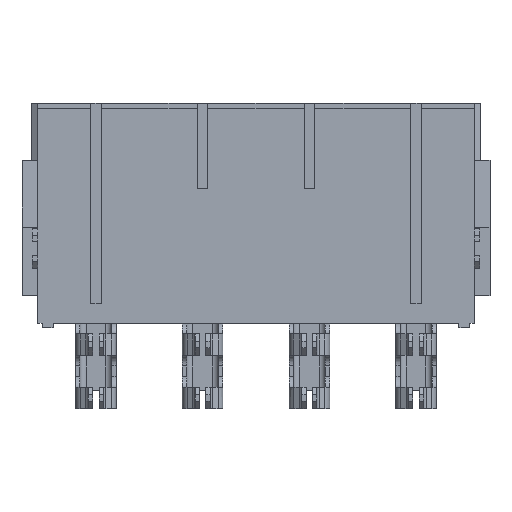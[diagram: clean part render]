
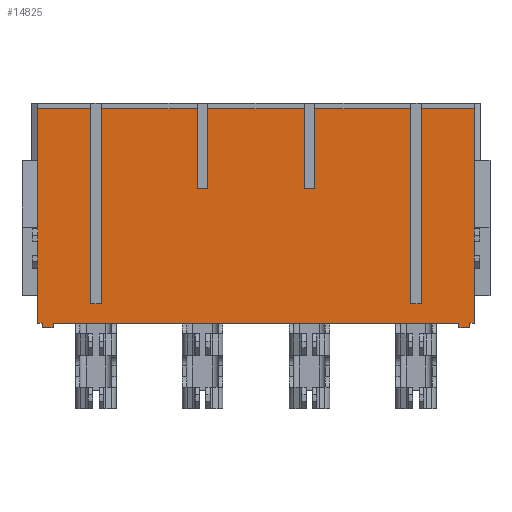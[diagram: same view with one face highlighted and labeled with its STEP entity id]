
A CAD part, front view. The second image highlights one B-rep face of the part: STEP entity #14825.
In plain terms, the highlighted planar face has unit normal (0, -1, 0).
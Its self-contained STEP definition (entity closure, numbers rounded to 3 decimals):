
#213=DIRECTION('',(1.,0.,0.));
#214=VECTOR('',#213,38.);
#215=CARTESIAN_POINT('',(-19.,-4.7,-10.3));
#216=LINE('',#215,#214);
#237=DIRECTION('',(1.,0.,0.));
#238=VECTOR('',#237,0.45);
#239=CARTESIAN_POINT('',(-20.45,-4.7,-10.3));
#240=LINE('',#239,#238);
#245=DIRECTION('',(1.,0.,0.));
#246=VECTOR('',#245,0.45);
#247=CARTESIAN_POINT('',(20.,-4.7,-10.3));
#248=LINE('',#247,#246);
#4489=DIRECTION('',(0.,0.,1.));
#4490=VECTOR('',#4489,5.81);
#4491=CARTESIAN_POINT('',(-20.45,-4.7,-10.3));
#4492=LINE('',#4491,#4490);
#4493=DIRECTION('',(0.,0.,-1.));
#4494=VECTOR('',#4493,0.515);
#4495=CARTESIAN_POINT('',(-20.45,-4.7,-3.975));
#4496=LINE('',#4495,#4494);
#4497=DIRECTION('',(0.,0.,1.));
#4498=VECTOR('',#4497,1.37);
#4499=CARTESIAN_POINT('',(-20.45,-4.7,-3.975));
#4500=LINE('',#4499,#4498);
#4501=DIRECTION('',(0.,0.,-1.));
#4502=VECTOR('',#4501,0.515);
#4503=CARTESIAN_POINT('',(-20.45,-4.7,-2.09));
#4504=LINE('',#4503,#4502);
#4505=DIRECTION('',(0.,0.,1.));
#4506=VECTOR('',#4505,11.89);
#4507=CARTESIAN_POINT('',(-20.45,-4.7,-2.09));
#4508=LINE('',#4507,#4506);
#4509=DIRECTION('',(1.,0.,0.));
#4510=VECTOR('',#4509,4.975);
#4511=CARTESIAN_POINT('',(-20.45,-4.7,9.8));
#4512=LINE('',#4511,#4510);
#4513=DIRECTION('',(0.,0.,-1.));
#4514=VECTOR('',#4513,18.25);
#4515=CARTESIAN_POINT('',(-15.475,-4.7,9.8));
#4516=LINE('',#4515,#4514);
#4517=DIRECTION('',(1.,0.,0.));
#4518=VECTOR('',#4517,1.);
#4519=CARTESIAN_POINT('',(-15.475,-4.7,-8.45));
#4520=LINE('',#4519,#4518);
#4521=DIRECTION('',(0.,0.,-1.));
#4522=VECTOR('',#4521,18.25);
#4523=CARTESIAN_POINT('',(-14.475,-4.7,9.8));
#4524=LINE('',#4523,#4522);
#4525=DIRECTION('',(1.,0.,0.));
#4526=VECTOR('',#4525,8.975);
#4527=CARTESIAN_POINT('',(-14.475,-4.7,9.8));
#4528=LINE('',#4527,#4526);
#4529=DIRECTION('',(0.,0.,-1.));
#4530=VECTOR('',#4529,7.5);
#4531=CARTESIAN_POINT('',(-5.5,-4.7,9.8));
#4532=LINE('',#4531,#4530);
#4533=DIRECTION('',(1.,0.,0.));
#4534=VECTOR('',#4533,1.);
#4535=CARTESIAN_POINT('',(-5.5,-4.7,2.3));
#4536=LINE('',#4535,#4534);
#4537=DIRECTION('',(0.,0.,-1.));
#4538=VECTOR('',#4537,7.5);
#4539=CARTESIAN_POINT('',(-4.5,-4.7,9.8));
#4540=LINE('',#4539,#4538);
#4541=DIRECTION('',(1.,0.,0.));
#4542=VECTOR('',#4541,9.);
#4543=CARTESIAN_POINT('',(-4.5,-4.7,9.8));
#4544=LINE('',#4543,#4542);
#4545=DIRECTION('',(0.,0.,-1.));
#4546=VECTOR('',#4545,7.5);
#4547=CARTESIAN_POINT('',(4.5,-4.7,9.8));
#4548=LINE('',#4547,#4546);
#4549=DIRECTION('',(1.,0.,0.));
#4550=VECTOR('',#4549,1.);
#4551=CARTESIAN_POINT('',(4.5,-4.7,2.3));
#4552=LINE('',#4551,#4550);
#4553=DIRECTION('',(0.,0.,-1.));
#4554=VECTOR('',#4553,7.5);
#4555=CARTESIAN_POINT('',(5.5,-4.7,9.8));
#4556=LINE('',#4555,#4554);
#4557=DIRECTION('',(1.,0.,0.));
#4558=VECTOR('',#4557,8.975);
#4559=CARTESIAN_POINT('',(5.5,-4.7,9.8));
#4560=LINE('',#4559,#4558);
#4561=DIRECTION('',(0.,0.,-1.));
#4562=VECTOR('',#4561,18.25);
#4563=CARTESIAN_POINT('',(14.475,-4.7,9.8));
#4564=LINE('',#4563,#4562);
#4565=DIRECTION('',(1.,0.,0.));
#4566=VECTOR('',#4565,1.);
#4567=CARTESIAN_POINT('',(14.475,-4.7,-8.45));
#4568=LINE('',#4567,#4566);
#4569=DIRECTION('',(0.,0.,-1.));
#4570=VECTOR('',#4569,18.25);
#4571=CARTESIAN_POINT('',(15.475,-4.7,9.8));
#4572=LINE('',#4571,#4570);
#4573=DIRECTION('',(1.,0.,0.));
#4574=VECTOR('',#4573,4.975);
#4575=CARTESIAN_POINT('',(15.475,-4.7,9.8));
#4576=LINE('',#4575,#4574);
#4577=DIRECTION('',(0.,0.,-1.));
#4578=VECTOR('',#4577,0.515);
#4579=CARTESIAN_POINT('',(20.45,-4.7,-2.1));
#4580=LINE('',#4579,#4578);
#4581=DIRECTION('',(0.,0.,-1.));
#4582=VECTOR('',#4581,0.515);
#4583=CARTESIAN_POINT('',(20.45,-4.7,-3.985));
#4584=LINE('',#4583,#4582);
#4585=DIRECTION('',(0.,0.,-1.));
#4586=VECTOR('',#4585,0.4);
#4587=CARTESIAN_POINT('',(20.,-4.7,-10.3));
#4588=LINE('',#4587,#4586);
#4589=DIRECTION('',(0.,0.,-1.));
#4590=VECTOR('',#4589,0.4);
#4591=CARTESIAN_POINT('',(-19.,-4.7,-10.3));
#4592=LINE('',#4591,#4590);
#5369=DIRECTION('',(0.,0.,1.));
#5370=VECTOR('',#5369,11.9);
#5371=CARTESIAN_POINT('',(20.45,-4.7,-2.1));
#5372=LINE('',#5371,#5370);
#5413=DIRECTION('',(0.,0.,1.));
#5414=VECTOR('',#5413,1.37);
#5415=CARTESIAN_POINT('',(20.45,-4.7,-3.985));
#5416=LINE('',#5415,#5414);
#5421=DIRECTION('',(0.,0.,1.));
#5422=VECTOR('',#5421,5.8);
#5423=CARTESIAN_POINT('',(20.45,-4.7,-10.3));
#5424=LINE('',#5423,#5422);
#7013=DIRECTION('',(-1.,0.,0.));
#7014=VECTOR('',#7013,1.);
#7015=CARTESIAN_POINT('',(-19.,-4.7,-10.7));
#7016=LINE('',#7015,#7014);
#7025=DIRECTION('',(-1.,0.,0.));
#7026=VECTOR('',#7025,1.);
#7027=CARTESIAN_POINT('',(20.,-4.7,-10.7));
#7028=LINE('',#7027,#7026);
#7033=DIRECTION('',(0.,0.,-1.));
#7034=VECTOR('',#7033,0.4);
#7035=CARTESIAN_POINT('',(-20.,-4.7,-10.3));
#7036=LINE('',#7035,#7034);
#7037=DIRECTION('',(0.,0.,-1.));
#7038=VECTOR('',#7037,0.4);
#7039=CARTESIAN_POINT('',(19.,-4.7,-10.3));
#7040=LINE('',#7039,#7038);
#7042=CARTESIAN_POINT('',(-20.45,-4.7,-10.3));
#7044=VERTEX_POINT('',#7042);
#7045=CARTESIAN_POINT('',(20.45,-4.7,-10.3));
#7047=VERTEX_POINT('',#7045);
#7338=CARTESIAN_POINT('',(-19.,-4.7,-10.7));
#7340=VERTEX_POINT('',#7338);
#7341=CARTESIAN_POINT('',(-20.,-4.7,-10.7));
#7342=VERTEX_POINT('',#7341);
#7349=CARTESIAN_POINT('',(20.,-4.7,-10.7));
#7350=VERTEX_POINT('',#7349);
#7351=CARTESIAN_POINT('',(19.,-4.7,-10.7));
#7352=VERTEX_POINT('',#7351);
#7353=CARTESIAN_POINT('',(-19.,-4.7,-10.3));
#7355=VERTEX_POINT('',#7353);
#7357=CARTESIAN_POINT('',(-20.,-4.7,-10.3));
#7359=VERTEX_POINT('',#7357);
#7361=CARTESIAN_POINT('',(20.,-4.7,-10.3));
#7363=VERTEX_POINT('',#7361);
#7365=CARTESIAN_POINT('',(19.,-4.7,-10.3));
#7367=VERTEX_POINT('',#7365);
#7401=CARTESIAN_POINT('',(20.45,-4.7,-2.1));
#7403=VERTEX_POINT('',#7401);
#7405=CARTESIAN_POINT('',(20.45,-4.7,-2.615));
#7407=VERTEX_POINT('',#7405);
#7409=CARTESIAN_POINT('',(20.45,-4.7,-4.5));
#7411=VERTEX_POINT('',#7409);
#7413=CARTESIAN_POINT('',(20.45,-4.7,-3.985));
#7415=VERTEX_POINT('',#7413);
#7557=CARTESIAN_POINT('',(-20.45,-4.7,9.8));
#7558=VERTEX_POINT('',#7557);
#7559=CARTESIAN_POINT('',(20.45,-4.7,9.8));
#7560=VERTEX_POINT('',#7559);
#7565=CARTESIAN_POINT('',(15.475,-4.7,-8.45));
#7566=VERTEX_POINT('',#7565);
#7567=CARTESIAN_POINT('',(14.475,-4.7,-8.45));
#7568=VERTEX_POINT('',#7567);
#7569=CARTESIAN_POINT('',(-14.475,-4.7,-8.45));
#7570=VERTEX_POINT('',#7569);
#7571=CARTESIAN_POINT('',(-15.475,-4.7,-8.45));
#7572=VERTEX_POINT('',#7571);
#7573=CARTESIAN_POINT('',(14.475,-4.7,9.8));
#7574=VERTEX_POINT('',#7573);
#7575=CARTESIAN_POINT('',(15.475,-4.7,9.8));
#7576=VERTEX_POINT('',#7575);
#7577=CARTESIAN_POINT('',(-15.475,-4.7,9.8));
#7578=VERTEX_POINT('',#7577);
#7579=CARTESIAN_POINT('',(-14.475,-4.7,9.8));
#7580=VERTEX_POINT('',#7579);
#7597=CARTESIAN_POINT('',(-5.5,-4.7,2.3));
#7598=CARTESIAN_POINT('',(-4.5,-4.7,2.3));
#7599=VERTEX_POINT('',#7597);
#7600=VERTEX_POINT('',#7598);
#7601=CARTESIAN_POINT('',(-5.5,-4.7,9.8));
#7602=VERTEX_POINT('',#7601);
#7603=CARTESIAN_POINT('',(-4.5,-4.7,9.8));
#7604=VERTEX_POINT('',#7603);
#8234=CARTESIAN_POINT('',(4.5,-4.7,2.3));
#8235=CARTESIAN_POINT('',(5.5,-4.7,2.3));
#8236=VERTEX_POINT('',#8234);
#8237=VERTEX_POINT('',#8235);
#8238=CARTESIAN_POINT('',(4.5,-4.7,9.8));
#8239=VERTEX_POINT('',#8238);
#8240=CARTESIAN_POINT('',(5.5,-4.7,9.8));
#8241=VERTEX_POINT('',#8240);
#8286=CARTESIAN_POINT('',(-20.45,-4.7,-2.09));
#8287=VERTEX_POINT('',#8286);
#8288=CARTESIAN_POINT('',(-20.45,-4.7,-2.605));
#8289=VERTEX_POINT('',#8288);
#8290=CARTESIAN_POINT('',(-20.45,-4.7,-4.49));
#8291=VERTEX_POINT('',#8290);
#8292=CARTESIAN_POINT('',(-20.45,-4.7,-3.975));
#8293=VERTEX_POINT('',#8292);
#14755=CARTESIAN_POINT('',(-20.45,-4.7,-10.3));
#14756=DIRECTION('',(0.,-1.,0.));
#14757=DIRECTION('',(1.,0.,0.));
#14758=AXIS2_PLACEMENT_3D('',#14755,#14756,#14757);
#14759=PLANE('',#14758);
#14760=ORIENTED_EDGE('',*,*,#14667,.T.);
#14761=ORIENTED_EDGE('',*,*,#14750,.F.);
#14762=ORIENTED_EDGE('',*,*,#14637,.T.);
#14763=ORIENTED_EDGE('',*,*,#14718,.F.);
#14764=ORIENTED_EDGE('',*,*,#14625,.T.);
#14766=ORIENTED_EDGE('',*,*,#14765,.T.);
#14768=ORIENTED_EDGE('',*,*,#14767,.T.);
#14770=ORIENTED_EDGE('',*,*,#14769,.T.);
#14772=ORIENTED_EDGE('',*,*,#14771,.F.);
#14774=ORIENTED_EDGE('',*,*,#14773,.T.);
#14776=ORIENTED_EDGE('',*,*,#14775,.T.);
#14778=ORIENTED_EDGE('',*,*,#14777,.T.);
#14780=ORIENTED_EDGE('',*,*,#14779,.F.);
#14782=ORIENTED_EDGE('',*,*,#14781,.T.);
#14784=ORIENTED_EDGE('',*,*,#14783,.T.);
#14786=ORIENTED_EDGE('',*,*,#14785,.T.);
#14788=ORIENTED_EDGE('',*,*,#14787,.F.);
#14790=ORIENTED_EDGE('',*,*,#14789,.T.);
#14792=ORIENTED_EDGE('',*,*,#14791,.T.);
#14794=ORIENTED_EDGE('',*,*,#14793,.T.);
#14796=ORIENTED_EDGE('',*,*,#14795,.F.);
#14798=ORIENTED_EDGE('',*,*,#14797,.T.);
#14800=ORIENTED_EDGE('',*,*,#14799,.F.);
#14802=ORIENTED_EDGE('',*,*,#14801,.T.);
#14804=ORIENTED_EDGE('',*,*,#14803,.F.);
#14806=ORIENTED_EDGE('',*,*,#14805,.T.);
#14808=ORIENTED_EDGE('',*,*,#14807,.F.);
#14809=ORIENTED_EDGE('',*,*,#9316,.F.);
#14811=ORIENTED_EDGE('',*,*,#14810,.T.);
#14813=ORIENTED_EDGE('',*,*,#14812,.T.);
#14815=ORIENTED_EDGE('',*,*,#14814,.F.);
#14816=ORIENTED_EDGE('',*,*,#9180,.F.);
#14817=ORIENTED_EDGE('',*,*,#14439,.T.);
#14819=ORIENTED_EDGE('',*,*,#14818,.T.);
#14821=ORIENTED_EDGE('',*,*,#14820,.F.);
#14822=ORIENTED_EDGE('',*,*,#9304,.F.);
#14823=EDGE_LOOP('',(#14760,#14761,#14762,#14763,#14764,#14766,#14768,#14770,
#14772,#14774,#14776,#14778,#14780,#14782,#14784,#14786,#14788,#14790,#14792,
#14794,#14796,#14798,#14800,#14802,#14804,#14806,#14808,#14809,#14811,#14813,
#14815,#14816,#14817,#14819,#14821,#14822));
#14824=FACE_OUTER_BOUND('',#14823,.F.);
#14825=ADVANCED_FACE('',(#14824),#14759,.T.);
#9180=EDGE_CURVE('',#7355,#7367,#216,.T.);
#9304=EDGE_CURVE('',#7044,#7359,#240,.T.);
#9316=EDGE_CURVE('',#7363,#7047,#248,.T.);
#14439=EDGE_CURVE('',#7355,#7340,#4592,.T.);
#14625=EDGE_CURVE('',#8287,#7558,#4508,.T.);
#14637=EDGE_CURVE('',#8293,#8289,#4500,.T.);
#14667=EDGE_CURVE('',#7044,#8291,#4492,.T.);
#14718=EDGE_CURVE('',#8287,#8289,#4504,.T.);
#14750=EDGE_CURVE('',#8293,#8291,#4496,.T.);
#14765=EDGE_CURVE('',#7558,#7578,#4512,.T.);
#14767=EDGE_CURVE('',#7578,#7572,#4516,.T.);
#14769=EDGE_CURVE('',#7572,#7570,#4520,.T.);
#14771=EDGE_CURVE('',#7580,#7570,#4524,.T.);
#14773=EDGE_CURVE('',#7580,#7602,#4528,.T.);
#14775=EDGE_CURVE('',#7602,#7599,#4532,.T.);
#14777=EDGE_CURVE('',#7599,#7600,#4536,.T.);
#14779=EDGE_CURVE('',#7604,#7600,#4540,.T.);
#14781=EDGE_CURVE('',#7604,#8239,#4544,.T.);
#14783=EDGE_CURVE('',#8239,#8236,#4548,.T.);
#14785=EDGE_CURVE('',#8236,#8237,#4552,.T.);
#14787=EDGE_CURVE('',#8241,#8237,#4556,.T.);
#14789=EDGE_CURVE('',#8241,#7574,#4560,.T.);
#14791=EDGE_CURVE('',#7574,#7568,#4564,.T.);
#14793=EDGE_CURVE('',#7568,#7566,#4568,.T.);
#14795=EDGE_CURVE('',#7576,#7566,#4572,.T.);
#14797=EDGE_CURVE('',#7576,#7560,#4576,.T.);
#14799=EDGE_CURVE('',#7403,#7560,#5372,.T.);
#14801=EDGE_CURVE('',#7403,#7407,#4580,.T.);
#14803=EDGE_CURVE('',#7415,#7407,#5416,.T.);
#14805=EDGE_CURVE('',#7415,#7411,#4584,.T.);
#14807=EDGE_CURVE('',#7047,#7411,#5424,.T.);
#14810=EDGE_CURVE('',#7363,#7350,#4588,.T.);
#14812=EDGE_CURVE('',#7350,#7352,#7028,.T.);
#14814=EDGE_CURVE('',#7367,#7352,#7040,.T.);
#14818=EDGE_CURVE('',#7340,#7342,#7016,.T.);
#14820=EDGE_CURVE('',#7359,#7342,#7036,.T.);
